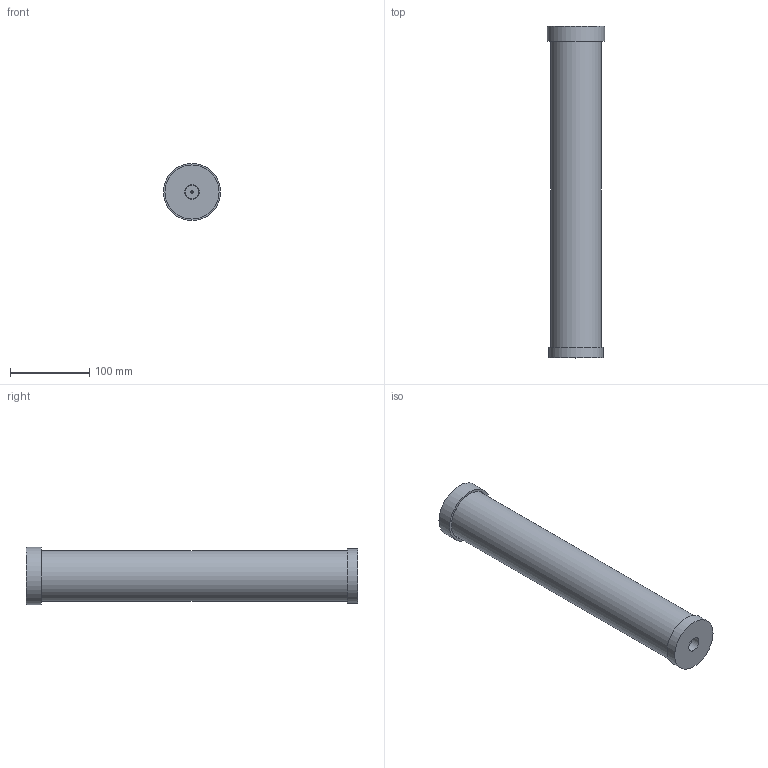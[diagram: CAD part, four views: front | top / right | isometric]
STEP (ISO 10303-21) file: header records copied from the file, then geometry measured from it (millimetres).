
FILE_DESCRIPTION((''),'2;1');
FILE_NAME('AC#3-1000_R0.iam.stp','2016-10-13T14:12:34',(''),(''),'Autodesk Inventor 2009','Autodesk Inventor 2009','');
FILE_SCHEMA(('AUTOMOTIVE_DESIGN { 1 0 10303 214 1 1 1 1 }'));
Length unit declared in the file: inch
Products named in the file (4): AC#3-1000_R0; AC-2B-1000; AC-1000-TUBE; AC-DC-1000_R1
Assembly tree (3 placements, depth 2):
  AC#3-1000_R0
    AC-2B-1000
    AC-1000-TUBE
    AC-DC-1000_R1
Bounding box: 72.09 x 419.1 x 72.09 mm (x, y, z)
Volume: 248908.1 mm3; surface area: 181364 mm2
Topology: 3 solids, 3 shells, 20 faces, 31 edges, 21 vertices
Faces by surface type: plane 9, cylinder 7, bspline 4
Full cylindrical faces by diameter (mm): 57.912 x1, 60.452 x1, 60.96 x1, 63.5 x1, 65.735 x1, 68.326 x1, 72.085 x1
Entity records: 575 total; most frequent: CARTESIAN_POINT 121, DIRECTION 86, AXIS2_PLACEMENT_3D 43, ORIENTED_EDGE 40, EDGE_LOOP 40, VERTEX_POINT 20, CIRCLE 20, EDGE_CURVE 20
